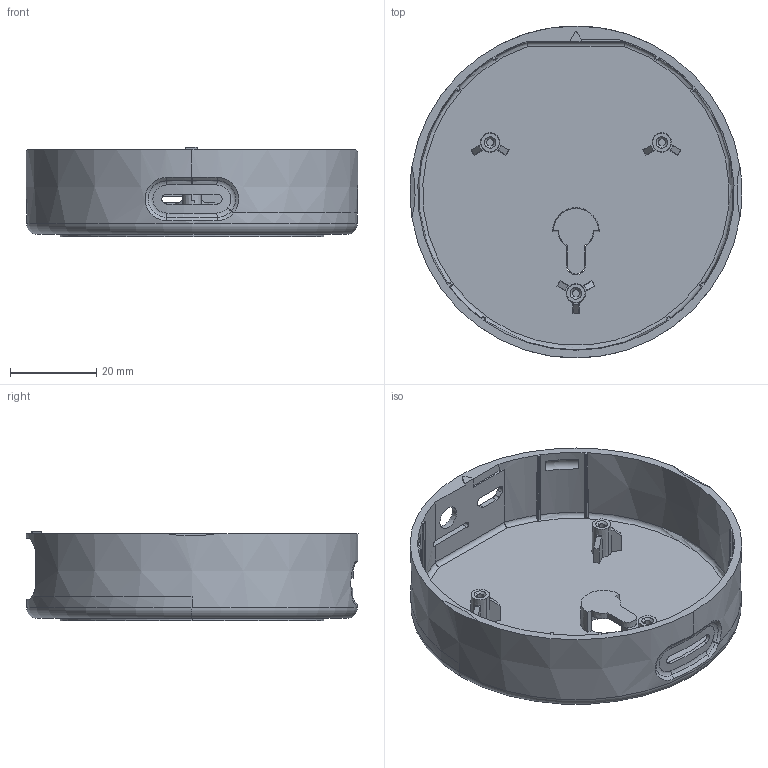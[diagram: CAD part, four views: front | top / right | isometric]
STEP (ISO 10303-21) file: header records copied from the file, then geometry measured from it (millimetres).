
FILE_DESCRIPTION((''),'2;1');
FILE_NAME('RESPEAKER_BTM-1','2016-11-24T',('yangxijun'),(''),'PRO/ENGINEER BY PARAMETRIC TECHNOLOGY CORPORATION, 2010280','PRO/ENGINEER BY PARAMETRIC TECHNOLOGY CORPORATION, 2010280','');
FILE_SCHEMA(('AUTOMOTIVE_DESIGN_CC2 { 1 2 10303 214 -1 1 5 2 }'));
Length unit declared in the file: millimetre
Products named in the file (1): RESPEAKER_BTM-1
Bounding box: 76.95 x 77 x 20.7 mm (x, y, z)
Volume: 15839.1 mm3; surface area: 19039.9 mm2
Topology: 1 solids, 1 shells, 362 faces, 959 edges, 633 vertices
Faces by surface type: plane 181, extrusion 80, cone 34, bspline 30, cylinder 30, torus 7
Entity records: 15924 total; most frequent: CARTESIAN_POINT 6676, ORIENTED_EDGE 1918, DIRECTION 1384, EDGE_CURVE 959, VERTEX_POINT 633, VECTOR 576, LINE 496, EDGE_LOOP 406
